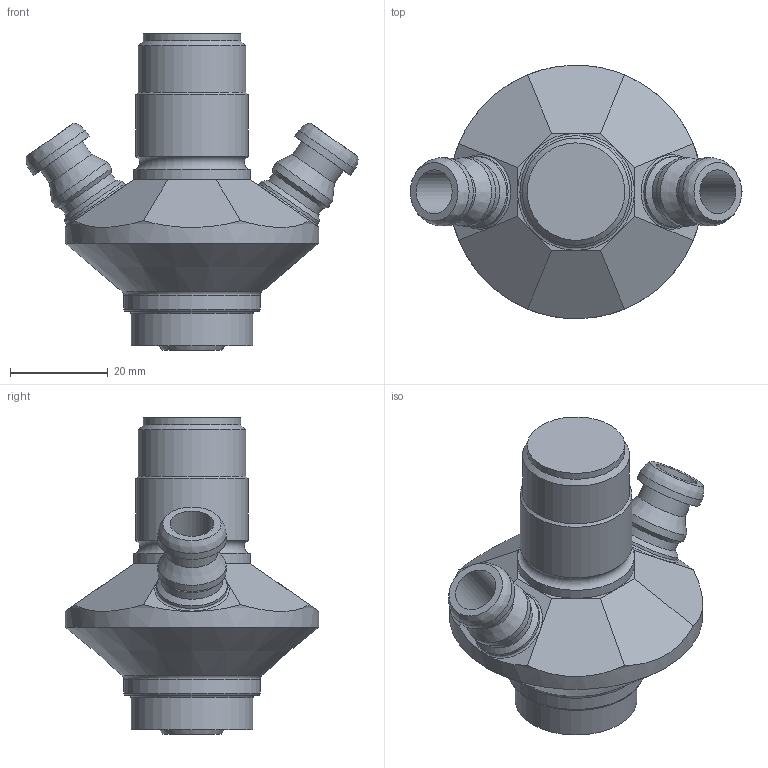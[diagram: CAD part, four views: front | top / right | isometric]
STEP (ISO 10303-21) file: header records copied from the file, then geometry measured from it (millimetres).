
FILE_DESCRIPTION(/* description */ ('This is a sample STEP configuration'),/* implementation_level */ '2;1');
FILE_NAME(/* name */ '850011.stp',/* time_stamp */ '2021-08-25T10:10:52+02:00',/* author */ ('powerJobs'),/* organization */ ('coolOrange'),/* preprocessor_version */ 'ST-DEVELOPER v18.1',/* originating_system */ 'Autodesk Inventor 2022',/* authorisation */ '');
FILE_SCHEMA (('AUTOMOTIVE_DESIGN { 1 0 10303 214 3 1 1 }'));
Length unit declared in the file: millimetre
Products named in the file (1): 850011
Bounding box: 68.09 x 52 x 65 mm (x, y, z)
Volume: 49045.2 mm3; surface area: 13286.1 mm2
Topology: 1 solids, 3 shells, 78 faces, 158 edges, 98 vertices
Faces by surface type: cylinder 28, plane 24, cone 15, torus 9, bspline 2
Full cylindrical faces by diameter (mm): 8 x1, 9 x2, 10.5 x2, 12.5 x2, 14 x4, 14.5 x2, 18.1 x1, 20 x1, 20.5 x2, 21 x2, 22 x1, 22.5 x1, 23 x1, 24 x1, 25 x1, 28 x1, 52 x1
Entity records: 2317 total; most frequent: CARTESIAN_POINT 459, DIRECTION 405, ORIENTED_EDGE 316, AXIS2_PLACEMENT_3D 174, EDGE_CURVE 158, VERTEX_POINT 98, EDGE_LOOP 94, CIRCLE 88
